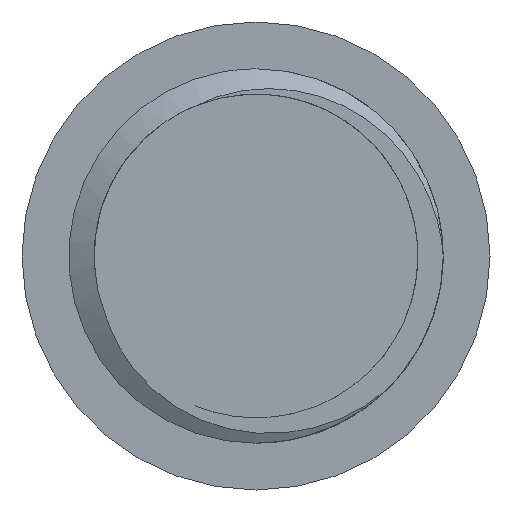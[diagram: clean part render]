
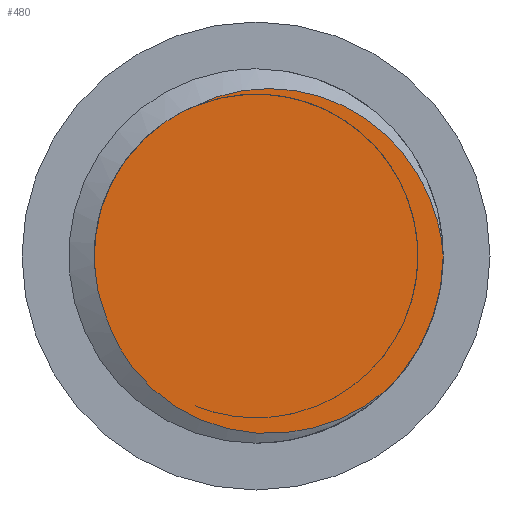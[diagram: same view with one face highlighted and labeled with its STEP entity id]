
A CAD part, front view. The second image highlights one B-rep face of the part: STEP entity #480.
In plain terms, the highlighted planar face has unit normal (0, -1, 0).
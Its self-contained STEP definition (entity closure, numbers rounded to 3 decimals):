
#14 = CARTESIAN_POINT ( 'NONE',  ( -1.179, 0., -3.505 ) ) ;
#83 = CARTESIAN_POINT ( 'NONE',  ( -1.049, 0., 3.336 ) ) ;
#105 = CARTESIAN_POINT ( 'NONE',  ( 3.613, 0., 1.481 ) ) ;
#119 = FACE_OUTER_BOUND ( 'NONE', #1662, .T. ) ;
#122 = VERTEX_POINT ( 'NONE', #1466 ) ;
#152 = CARTESIAN_POINT ( 'NONE',  ( 1.061, 0., 3.503 ) ) ;
#176 = CARTESIAN_POINT ( 'NONE',  ( 3.106, 0., 2.24 ) ) ;
#244 = B_SPLINE_CURVE_WITH_KNOTS ( 'NONE', 3,
 ( #2362, #3094, #2705, #955, #3709, #1338, #1996, #3391, #2684, #4472, #4452, #3434, #1269, #600, #3412, #1000, #282, #1972 ),
 .UNSPECIFIED., .F., .F.,
 ( 4, 2, 2, 2, 2, 2, 2, 2, 4 ),
 ( 0., 0.001, 0.001, 0.002, 0.003, 0.003, 0.004, 0.005, 0.005 ),
 .UNSPECIFIED. ) ;
#282 = CARTESIAN_POINT ( 'NONE',  ( -1.534, 0., 3.108 ) ) ;
#292 = CARTESIAN_POINT ( 'NONE',  ( -2.091, 0., -2.95 ) ) ;
#419 = ORIENTED_EDGE ( 'NONE', *, *, #2767, .F. ) ;
#480 = ADVANCED_FACE ( 'NONE', ( #119 ), #2938, .T. ) ;
#600 = CARTESIAN_POINT ( 'NONE',  ( -2.286, 0., 2.606 ) ) ;
#697 = CARTESIAN_POINT ( 'NONE',  ( -1.718, 0., -3.222 ) ) ;
#726 = CARTESIAN_POINT ( 'NONE',  ( 2.828, 0., -2.828 ) ) ;
#832 = CARTESIAN_POINT ( 'NONE',  ( 4., 0., 0. ) ) ;
#866 = CARTESIAN_POINT ( 'NONE',  ( 0., 0., 0. ) ) ;
#880 = CARTESIAN_POINT ( 'NONE',  ( 3.293, 0., 1.998 ) ) ;
#955 = CARTESIAN_POINT ( 'NONE',  ( -3.437, 0., -0.449 ) ) ;
#965 = CARTESIAN_POINT ( 'NONE',  ( 0.922, 0., -3.74 ) ) ;
#987 = CARTESIAN_POINT ( 'NONE',  ( -2.431, 0., -2.642 ) ) ;
#1000 = CARTESIAN_POINT ( 'NONE',  ( -1.737, 0., 3. ) ) ;
#1060 = CARTESIAN_POINT ( 'NONE',  ( -1.324, 0., 3.195 ) ) ;
#1159 = DIRECTION ( 'NONE',  ( 0., 0., -1. ) ) ;
#1189 = CARTESIAN_POINT ( 'NONE',  ( 1.497, 0., 3.368 ) ) ;
#1269 = CARTESIAN_POINT ( 'NONE',  ( -2.606, 0., 2.286 ) ) ;
#1277 = ORIENTED_EDGE ( 'NONE', *, *, #2636, .F. ) ;
#1338 = CARTESIAN_POINT ( 'NONE',  ( -3.459, 0., 0.23 ) ) ;
#1345 = ORIENTED_EDGE ( 'NONE', *, *, #1633, .T. ) ;
#1466 = CARTESIAN_POINT ( 'NONE',  ( 4., 0., 0. ) ) ;
#1553 = CARTESIAN_POINT ( 'NONE',  ( 0.298, 0., 3.58 ) ) ;
#1578 = CARTESIAN_POINT ( 'NONE',  ( 3.98, 0., 0.308 ) ) ;
#1633 = EDGE_CURVE ( 'NONE', #4007, #122, #2200, .T. ) ;
#1662 = EDGE_LOOP ( 'NONE', ( #419, #1277, #1345, #3001 ) ) ;
#1686 = CARTESIAN_POINT ( 'NONE',  ( 0.005, 0., -3.796 ) ) ;
#1730 = CARTESIAN_POINT ( 'NONE',  ( -2.969, 0., -1.895 ) ) ;
#1782 = CARTESIAN_POINT ( 'NONE',  ( -0.314, 0., 3.533 ) ) ;
#1825 = CARTESIAN_POINT ( 'NONE',  ( 3.379, 0., 1.872 ) ) ;
#1896 = CARTESIAN_POINT ( 'NONE',  ( 0.754, 0., 3.557 ) ) ;
#1929 = DIRECTION ( 'NONE',  ( 0., -1., 0. ) ) ;
#1972 = CARTESIAN_POINT ( 'NONE',  ( -1.324, 0., 3.195 ) ) ;
#1996 = CARTESIAN_POINT ( 'NONE',  ( -3.436, 0., 0.457 ) ) ;
#2006 = CARTESIAN_POINT ( 'NONE',  ( -1.97, 0., -3.046 ) ) ;
#2200 = CIRCLE ( 'NONE', #3378, 4. ) ;
#2362 = CARTESIAN_POINT ( 'NONE',  ( -3.195, 0., -1.324 ) ) ;
#2443 = CARTESIAN_POINT ( 'NONE',  ( -0.762, 0., 3.438 ) ) ;
#2580 = CARTESIAN_POINT ( 'NONE',  ( 2.446, 0., 2.875 ) ) ;
#2634 = DIRECTION ( 'NONE',  ( 0., 0., -1. ) ) ;
#2636 = EDGE_CURVE ( 'NONE', #4007, #3304, #2679, .T. ) ;
#2679 = B_SPLINE_CURVE_WITH_KNOTS ( 'NONE', 3,
 ( #3421, #4440, #3128, #3105, #3468, #2693, #965, #3443, #4146, #1686, #3811, #3033, #3400, #14, #4104, #697, #2006, #292, #987, #3719, #1730, #3055, #4481 ),
 .UNSPECIFIED., .F., .F.,
 ( 4, 2, 2, 2, 2, 2, 2, 1, 2, 2, 2, 4 ),
 ( 0., 0.001, 0.002, 0.002, 0.003, 0.004, 0.004, 0.005, 0.005, 0.005, 0.006, 0.007 ),
 .UNSPECIFIED. ) ;
#2684 = CARTESIAN_POINT ( 'NONE',  ( -3.282, 0., 1.115 ) ) ;
#2693 = CARTESIAN_POINT ( 'NONE',  ( 1.072, 0., -3.712 ) ) ;
#2705 = CARTESIAN_POINT ( 'NONE',  ( -3.349, 0., -0.893 ) ) ;
#2740 = B_SPLINE_CURVE_WITH_KNOTS ( 'NONE', 3,
 ( #1060, #83, #2443, #1782, #3840, #3291, #1553, #1896, #152, #1189, #3949, #3242, #3219, #2580, #4307, #3268, #176, #880, #1825, #105, #2899, #3996, #1578, #832 ),
 .UNSPECIFIED., .F., .F.,
 ( 4, 2, 2, 2, 2, 2, 2, 2, 2, 2, 2, 4 ),
 ( 0., 0.001, 0.001, 0.002, 0.003, 0.003, 0.004, 0.005, 0.005, 0.005, 0.006, 0.007 ),
 .UNSPECIFIED. ) ;
#2767 = EDGE_CURVE ( 'NONE', #3304, #3739, #244, .T. ) ;
#2899 = CARTESIAN_POINT ( 'NONE',  ( 3.74, 0., 1.198 ) ) ;
#2938 = PLANE ( 'NONE',  #3593 ) ;
#3001 = ORIENTED_EDGE ( 'NONE', *, *, #4167, .F. ) ;
#3033 = CARTESIAN_POINT ( 'NONE',  ( -0.744, 0., -3.658 ) ) ;
#3055 = CARTESIAN_POINT ( 'NONE',  ( -3.101, 0., -1.618 ) ) ;
#3094 = CARTESIAN_POINT ( 'NONE',  ( -3.283, 0., -1.113 ) ) ;
#3105 = CARTESIAN_POINT ( 'NONE',  ( 1.805, 0., -3.488 ) ) ;
#3128 = CARTESIAN_POINT ( 'NONE',  ( 2.345, 0., -3.204 ) ) ;
#3219 = CARTESIAN_POINT ( 'NONE',  ( 2.054, 0., 3.116 ) ) ;
#3242 = CARTESIAN_POINT ( 'NONE',  ( 1.917, 0., 3.188 ) ) ;
#3268 = CARTESIAN_POINT ( 'NONE',  ( 3.005, 0., 2.357 ) ) ;
#3291 = CARTESIAN_POINT ( 'NONE',  ( 0.145, 0., 3.578 ) ) ;
#3304 = VERTEX_POINT ( 'NONE', #3459 ) ;
#3324 = DIRECTION ( 'NONE',  ( 0., -1., 0. ) ) ;
#3378 = AXIS2_PLACEMENT_3D ( 'NONE', #866, #3324, #2634 ) ;
#3391 = CARTESIAN_POINT ( 'NONE',  ( -3.348, 0., 0.898 ) ) ;
#3400 = CARTESIAN_POINT ( 'NONE',  ( -0.892, 0., -3.612 ) ) ;
#3412 = CARTESIAN_POINT ( 'NONE',  ( -2.112, 0., 2.748 ) ) ;
#3421 = CARTESIAN_POINT ( 'NONE',  ( 2.828, 0., -2.828 ) ) ;
#3434 = CARTESIAN_POINT ( 'NONE',  ( -2.751, 0., 2.108 ) ) ;
#3443 = CARTESIAN_POINT ( 'NONE',  ( 0.62, 0., -3.78 ) ) ;
#3459 = CARTESIAN_POINT ( 'NONE',  ( -3.195, 0., -1.324 ) ) ;
#3468 = CARTESIAN_POINT ( 'NONE',  ( 1.515, 0., -3.6 ) ) ;
#3593 = AXIS2_PLACEMENT_3D ( 'NONE', #4276, #1929, #1159 ) ;
#3709 = CARTESIAN_POINT ( 'NONE',  ( -3.459, 0., -0.224 ) ) ;
#3719 = CARTESIAN_POINT ( 'NONE',  ( -2.631, 0., -2.412 ) ) ;
#3739 = VERTEX_POINT ( 'NONE', #3935 ) ;
#3811 = CARTESIAN_POINT ( 'NONE',  ( -0.298, 0., -3.764 ) ) ;
#3840 = CARTESIAN_POINT ( 'NONE',  ( -0.16, 0., 3.555 ) ) ;
#3935 = CARTESIAN_POINT ( 'NONE',  ( -1.324, 0., 3.195 ) ) ;
#3949 = CARTESIAN_POINT ( 'NONE',  ( 1.639, 0., 3.314 ) ) ;
#3996 = CARTESIAN_POINT ( 'NONE',  ( 3.923, 0., 0.612 ) ) ;
#4007 = VERTEX_POINT ( 'NONE', #726 ) ;
#4104 = CARTESIAN_POINT ( 'NONE',  ( -1.457, 0., -3.38 ) ) ;
#4146 = CARTESIAN_POINT ( 'NONE',  ( 0.465, 0., -3.791 ) ) ;
#4167 = EDGE_CURVE ( 'NONE', #3739, #122, #2740, .T. ) ;
#4276 = CARTESIAN_POINT ( 'NONE',  ( 4., 0., 0. ) ) ;
#4307 = CARTESIAN_POINT ( 'NONE',  ( 2.683, 0., 2.684 ) ) ;
#4440 = CARTESIAN_POINT ( 'NONE',  ( 2.596, 0., -3.032 ) ) ;
#4452 = CARTESIAN_POINT ( 'NONE',  ( -3.001, 0., 1.734 ) ) ;
#4472 = CARTESIAN_POINT ( 'NONE',  ( -3.108, 0., 1.536 ) ) ;
#4481 = CARTESIAN_POINT ( 'NONE',  ( -3.195, 0., -1.324 ) ) ;
